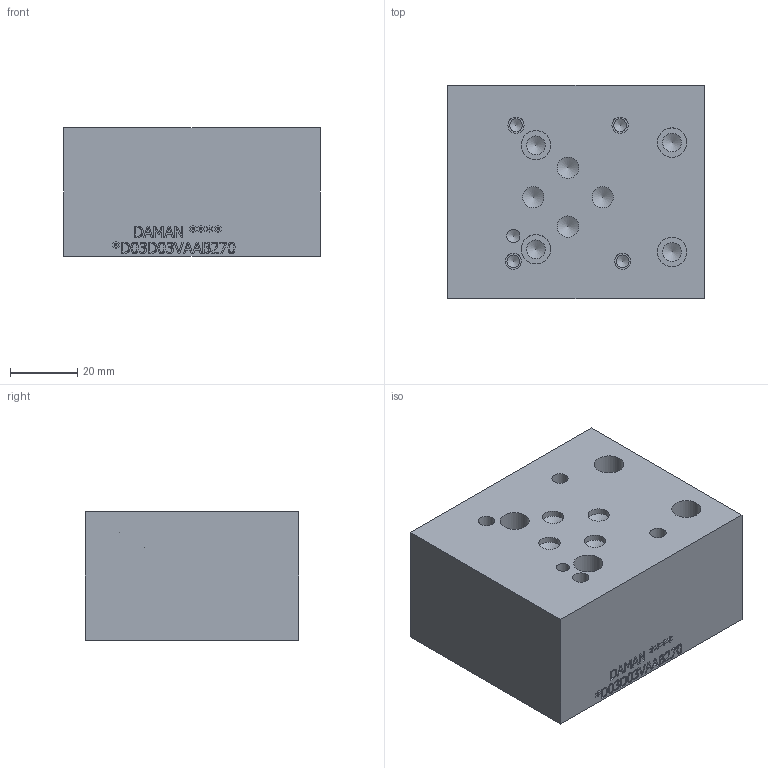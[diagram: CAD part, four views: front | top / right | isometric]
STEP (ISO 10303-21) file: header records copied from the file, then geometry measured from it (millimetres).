
FILE_DESCRIPTION(/* description */ (''),/* implementation_level */ '2;1');
FILE_NAME(/* name */ '_D03D03VAAB270.stp',/* time_stamp */ '2020-09-24T13:21:10-04:00',/* author */ ('DEVONN'),/* organization */ (''),/* preprocessor_version */ 'ST-DEVELOPER v17',/* originating_system */ 'Autodesk Inventor 2019',/* authorisation */ '');
FILE_SCHEMA (('AUTOMOTIVE_DESIGN { 1 0 10303 214 3 1 1 }'));
Length unit declared in the file: millimetre
Products named in the file (1): Part_DD03D03VAAB270_3D
Bounding box: 76.2 x 63.5 x 38.1 mm (x, y, z)
Volume: 179145.7 mm3; surface area: 23693.3 mm2
Topology: 1 solids, 1 shells, 451 faces, 1243 edges, 840 vertices
Faces by surface type: plane 272, bspline 123, cylinder 34, cone 22
Full cylindrical faces by diameter (mm): 3.175 x1, 3.785 x4, 3.962 x1, 4.826 x4, 5.563 x8, 6.35 x8, 8.738 x4, 12.7 x4
Entity records: 15246 total; most frequent: CARTESIAN_POINT 4112, ORIENTED_EDGE 2442, DIRECTION 1757, EDGE_CURVE 1221, LINE 851, VECTOR 851, VERTEX_POINT 840, EDGE_LOOP 519
